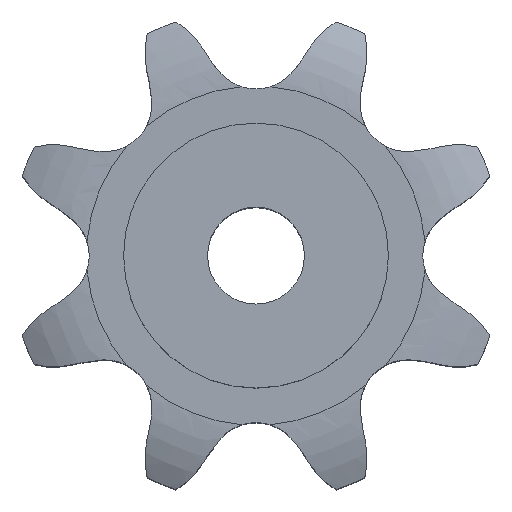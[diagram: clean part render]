
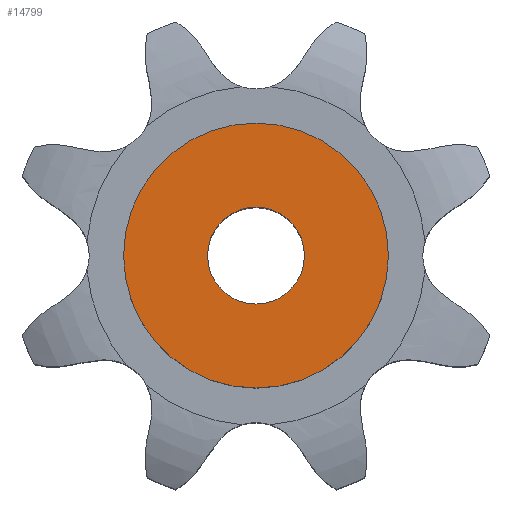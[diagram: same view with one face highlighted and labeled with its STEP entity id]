
A CAD part, top view. The second image highlights one B-rep face of the part: STEP entity #14799.
In plain terms, the highlighted planar face has unit normal (0, 0, 1).
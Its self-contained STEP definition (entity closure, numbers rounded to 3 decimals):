
#8095 = CYLINDRICAL_SURFACE('',#8096,15.);
#8096 = AXIS2_PLACEMENT_3D('',#8097,#8098,#8099);
#8097 = CARTESIAN_POINT('',(0.,0.,299.015));
#8098 = DIRECTION('',(0.,0.,1.));
#8099 = DIRECTION('',(1.,0.,0.));
#10059 = EDGE_CURVE('',#10060,#10060,#10062,.T.);
#10060 = VERTEX_POINT('',#10061);
#10061 = CARTESIAN_POINT('',(15.,0.,120.));
#10062 = SURFACE_CURVE('',#10063,(#10068,#10075),.PCURVE_S1.);
#10063 = CIRCLE('',#10064,15.);
#10064 = AXIS2_PLACEMENT_3D('',#10065,#10066,#10067);
#10065 = CARTESIAN_POINT('',(0.,0.,120.));
#10066 = DIRECTION('',(0.,0.,1.));
#10067 = DIRECTION('',(1.,0.,0.));
#10068 = PCURVE('',#8095,#10069);
#10069 = DEFINITIONAL_REPRESENTATION('',(#10070),#10074);
#10070 = LINE('',#10071,#10072);
#10071 = CARTESIAN_POINT('',(0.,-179.015));
#10072 = VECTOR('',#10073,1.);
#10073 = DIRECTION('',(1.,0.));
#10074 = ( GEOMETRIC_REPRESENTATION_CONTEXT(2) 
PARAMETRIC_REPRESENTATION_CONTEXT() REPRESENTATION_CONTEXT('2D SPACE',''
  ) );
#10075 = PCURVE('',#10076,#10081);
#10076 = PLANE('',#10077);
#10077 = AXIS2_PLACEMENT_3D('',#10078,#10079,#10080);
#10078 = CARTESIAN_POINT('',(0.,0.,
    120.));
#10079 = DIRECTION('',(0.,0.,1.));
#10080 = DIRECTION('',(1.,0.,0.));
#10081 = DEFINITIONAL_REPRESENTATION('',(#10082),#10086);
#10082 = CIRCLE('',#10083,15.);
#10083 = AXIS2_PLACEMENT_2D('',#10084,#10085);
#10084 = CARTESIAN_POINT('',(0.,0.));
#10085 = DIRECTION('',(1.,0.));
#10086 = ( GEOMETRIC_REPRESENTATION_CONTEXT(2) 
PARAMETRIC_REPRESENTATION_CONTEXT() REPRESENTATION_CONTEXT('2D SPACE',''
  ) );
#14799 = ADVANCED_FACE('',(#14800,#14831),#10076,.T.);
#14800 = FACE_BOUND('',#14801,.T.);
#14801 = EDGE_LOOP('',(#14802));
#14802 = ORIENTED_EDGE('',*,*,#14803,.T.);
#14803 = EDGE_CURVE('',#14804,#14804,#14806,.T.);
#14804 = VERTEX_POINT('',#14805);
#14805 = CARTESIAN_POINT('',(41.,0.,120.));
#14806 = SURFACE_CURVE('',#14807,(#14812,#14819),.PCURVE_S1.);
#14807 = CIRCLE('',#14808,41.);
#14808 = AXIS2_PLACEMENT_3D('',#14809,#14810,#14811);
#14809 = CARTESIAN_POINT('',(0.,0.,120.));
#14810 = DIRECTION('',(0.,0.,1.));
#14811 = DIRECTION('',(1.,0.,0.));
#14812 = PCURVE('',#10076,#14813);
#14813 = DEFINITIONAL_REPRESENTATION('',(#14814),#14818);
#14814 = CIRCLE('',#14815,41.);
#14815 = AXIS2_PLACEMENT_2D('',#14816,#14817);
#14816 = CARTESIAN_POINT('',(0.,0.));
#14817 = DIRECTION('',(1.,0.));
#14818 = ( GEOMETRIC_REPRESENTATION_CONTEXT(2) 
PARAMETRIC_REPRESENTATION_CONTEXT() REPRESENTATION_CONTEXT('2D SPACE',''
  ) );
#14819 = PCURVE('',#14820,#14825);
#14820 = CYLINDRICAL_SURFACE('',#14821,41.);
#14821 = AXIS2_PLACEMENT_3D('',#14822,#14823,#14824);
#14822 = CARTESIAN_POINT('',(0.,0.,0.));
#14823 = DIRECTION('',(-0.,-0.,-1.));
#14824 = DIRECTION('',(1.,0.,0.));
#14825 = DEFINITIONAL_REPRESENTATION('',(#14826),#14830);
#14826 = LINE('',#14827,#14828);
#14827 = CARTESIAN_POINT('',(-0.,-120.));
#14828 = VECTOR('',#14829,1.);
#14829 = DIRECTION('',(-1.,0.));
#14830 = ( GEOMETRIC_REPRESENTATION_CONTEXT(2) 
PARAMETRIC_REPRESENTATION_CONTEXT() REPRESENTATION_CONTEXT('2D SPACE',''
  ) );
#14831 = FACE_BOUND('',#14832,.T.);
#14832 = EDGE_LOOP('',(#14833));
#14833 = ORIENTED_EDGE('',*,*,#10059,.F.);
